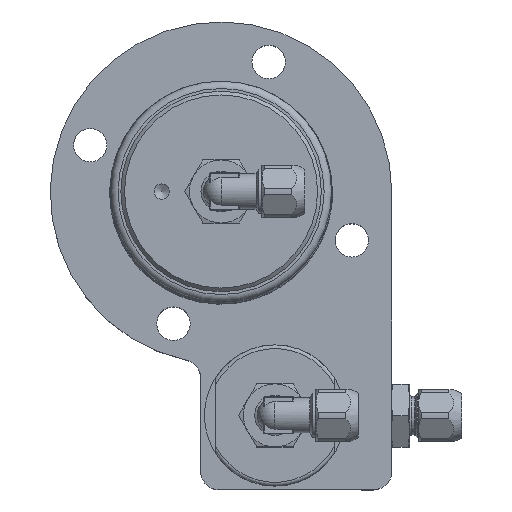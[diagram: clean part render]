
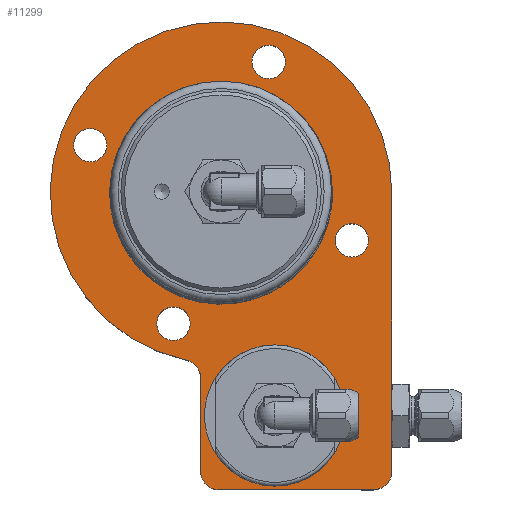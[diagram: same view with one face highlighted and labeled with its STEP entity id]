
A CAD part, top view. The second image highlights one B-rep face of the part: STEP entity #11299.
In plain terms, the highlighted planar face has unit normal (0, 0, 1).
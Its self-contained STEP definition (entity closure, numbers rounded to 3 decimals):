
#351=FACE_BOUND('',#2907,.T.);
#352=FACE_BOUND('',#2908,.T.);
#353=FACE_BOUND('',#2909,.T.);
#354=FACE_BOUND('',#2910,.T.);
#355=FACE_BOUND('',#2911,.T.);
#356=FACE_BOUND('',#2912,.T.);
#530=PLANE('',#12421);
#678=LINE('',#16827,#1177);
#698=LINE('',#16963,#1197);
#708=LINE('',#17101,#1207);
#1177=VECTOR('',#13703,10.);
#1197=VECTOR('',#13809,10.);
#1207=VECTOR('',#13879,10.);
#2366=FACE_OUTER_BOUND('',#2906,.T.);
#2906=EDGE_LOOP('',(#7688,#7689,#7690,#7691,#7692,#7693,#7694));
#2907=EDGE_LOOP('',(#7695,#7696,#7697,#7698,#7699,#7700,#7701,#7702,#7703));
#2908=EDGE_LOOP('',(#7704));
#2909=EDGE_LOOP('',(#7705));
#2910=EDGE_LOOP('',(#7706));
#2911=EDGE_LOOP('',(#7707));
#2912=EDGE_LOOP('',(#7708));
#3548=CIRCLE('',#12315,9.);
#3551=CIRCLE('',#12320,9.);
#3554=CIRCLE('',#12325,9.);
#3556=CIRCLE('',#12328,30.);
#3557=CIRCLE('',#12329,30.);
#3558=CIRCLE('',#12330,30.);
#3560=CIRCLE('',#12332,30.);
#3561=CIRCLE('',#12333,30.);
#3563=CIRCLE('',#12337,9.);
#3564=CIRCLE('',#12339,5.);
#3586=CIRCLE('',#12374,4.5);
#3587=CIRCLE('',#12376,4.5);
#3588=CIRCLE('',#12378,4.5);
#3590=CIRCLE('',#12383,4.5);
#3594=CIRCLE('',#12391,5.);
#3608=CIRCLE('',#12420,5.);
#3609=CIRCLE('',#12422,46.);
#3610=CIRCLE('',#12423,19.);
#4266=VERTEX_POINT('',#16748);
#4267=VERTEX_POINT('',#16750);
#4270=VERTEX_POINT('',#16759);
#4271=VERTEX_POINT('',#16761);
#4274=VERTEX_POINT('',#16770);
#4275=VERTEX_POINT('',#16772);
#4277=VERTEX_POINT('',#16778);
#4278=VERTEX_POINT('',#16782);
#4281=VERTEX_POINT('',#16788);
#4282=VERTEX_POINT('',#16797);
#4283=VERTEX_POINT('',#16798);
#4295=VERTEX_POINT('',#16826);
#4312=VERTEX_POINT('',#16923);
#4313=VERTEX_POINT('',#16927);
#4314=VERTEX_POINT('',#16931);
#4316=VERTEX_POINT('',#16940);
#4320=VERTEX_POINT('',#16955);
#4321=VERTEX_POINT('',#16957);
#4322=VERTEX_POINT('',#16961);
#4340=VERTEX_POINT('',#17099);
#4341=VERTEX_POINT('',#17102);
#5702=EDGE_CURVE('',#4266,#4267,#3548,.T.);
#5707=EDGE_CURVE('',#4270,#4271,#3551,.T.);
#5712=EDGE_CURVE('',#4274,#4275,#3554,.T.);
#5716=EDGE_CURVE('',#4270,#4277,#3556,.T.);
#5717=EDGE_CURVE('',#4266,#4271,#3557,.T.);
#5718=EDGE_CURVE('',#4278,#4267,#3558,.T.);
#5722=EDGE_CURVE('',#4274,#4281,#3560,.T.);
#5723=EDGE_CURVE('',#4277,#4275,#3561,.T.);
#5725=EDGE_CURVE('',#4278,#4281,#3563,.T.);
#5726=EDGE_CURVE('',#4282,#4283,#3564,.T.);
#5740=EDGE_CURVE('',#4295,#4283,#678,.T.);
#5767=EDGE_CURVE('',#4312,#4312,#3586,.T.);
#5769=EDGE_CURVE('',#4313,#4313,#3587,.T.);
#5771=EDGE_CURVE('',#4314,#4314,#3588,.T.);
#5775=EDGE_CURVE('',#4316,#4316,#3590,.T.);
#5782=EDGE_CURVE('',#4320,#4321,#3594,.T.);
#5785=EDGE_CURVE('',#4320,#4322,#698,.T.);
#5812=EDGE_CURVE('',#4295,#4322,#3608,.T.);
#5813=EDGE_CURVE('',#4340,#4321,#3609,.T.);
#5814=EDGE_CURVE('',#4282,#4340,#708,.T.);
#5815=EDGE_CURVE('',#4341,#4341,#3610,.T.);
#7688=ORIENTED_EDGE('',*,*,#5813,.T.);
#7689=ORIENTED_EDGE('',*,*,#5782,.F.);
#7690=ORIENTED_EDGE('',*,*,#5785,.T.);
#7691=ORIENTED_EDGE('',*,*,#5812,.F.);
#7692=ORIENTED_EDGE('',*,*,#5740,.T.);
#7693=ORIENTED_EDGE('',*,*,#5726,.F.);
#7694=ORIENTED_EDGE('',*,*,#5814,.T.);
#7695=ORIENTED_EDGE('',*,*,#5717,.T.);
#7696=ORIENTED_EDGE('',*,*,#5707,.F.);
#7697=ORIENTED_EDGE('',*,*,#5716,.T.);
#7698=ORIENTED_EDGE('',*,*,#5723,.T.);
#7699=ORIENTED_EDGE('',*,*,#5712,.F.);
#7700=ORIENTED_EDGE('',*,*,#5722,.T.);
#7701=ORIENTED_EDGE('',*,*,#5725,.F.);
#7702=ORIENTED_EDGE('',*,*,#5718,.T.);
#7703=ORIENTED_EDGE('',*,*,#5702,.F.);
#7704=ORIENTED_EDGE('',*,*,#5767,.T.);
#7705=ORIENTED_EDGE('',*,*,#5769,.T.);
#7706=ORIENTED_EDGE('',*,*,#5771,.T.);
#7707=ORIENTED_EDGE('',*,*,#5775,.T.);
#7708=ORIENTED_EDGE('',*,*,#5815,.T.);
#11299=ADVANCED_FACE('',(#2366,#351,#352,#353,#354,#355,#356),#530,.T.);
#12315=AXIS2_PLACEMENT_3D('',#16751,#13620,#13621);
#12320=AXIS2_PLACEMENT_3D('',#16762,#13632,#13633);
#12325=AXIS2_PLACEMENT_3D('',#16773,#13644,#13645);
#12328=AXIS2_PLACEMENT_3D('',#16780,#13652,#13653);
#12329=AXIS2_PLACEMENT_3D('',#16781,#13654,#13655);
#12330=AXIS2_PLACEMENT_3D('',#16783,#13656,#13657);
#12332=AXIS2_PLACEMENT_3D('',#16790,#13662,#13663);
#12333=AXIS2_PLACEMENT_3D('',#16791,#13664,#13665);
#12337=AXIS2_PLACEMENT_3D('',#16795,#13672,#13673);
#12339=AXIS2_PLACEMENT_3D('',#16799,#13676,#13677);
#12374=AXIS2_PLACEMENT_3D('',#16925,#13762,#13763);
#12376=AXIS2_PLACEMENT_3D('',#16929,#13767,#13768);
#12378=AXIS2_PLACEMENT_3D('',#16933,#13772,#13773);
#12383=AXIS2_PLACEMENT_3D('',#16942,#13784,#13785);
#12391=AXIS2_PLACEMENT_3D('',#16958,#13803,#13804);
#12420=AXIS2_PLACEMENT_3D('',#17097,#13873,#13874);
#12421=AXIS2_PLACEMENT_3D('',#17098,#13875,#13876);
#12422=AXIS2_PLACEMENT_3D('',#17100,#13877,#13878);
#12423=AXIS2_PLACEMENT_3D('',#17103,#13880,#13881);
#13620=DIRECTION('center_axis',(0.,0.,-1.));
#13621=DIRECTION('ref_axis',(0.,-1.,0.));
#13632=DIRECTION('center_axis',(0.,0.,-1.));
#13633=DIRECTION('ref_axis',(-1.,0.,0.));
#13644=DIRECTION('center_axis',(0.,0.,-1.));
#13645=DIRECTION('ref_axis',(0.,1.,0.));
#13652=DIRECTION('center_axis',(0.,0.,-1.));
#13653=DIRECTION('ref_axis',(-1.,0.,0.));
#13654=DIRECTION('center_axis',(0.,0.,-1.));
#13655=DIRECTION('ref_axis',(-1.,0.,0.));
#13656=DIRECTION('center_axis',(0.,0.,-1.));
#13657=DIRECTION('ref_axis',(-1.,0.,0.));
#13662=DIRECTION('center_axis',(0.,0.,-1.));
#13663=DIRECTION('ref_axis',(-1.,0.,0.));
#13664=DIRECTION('center_axis',(0.,0.,-1.));
#13665=DIRECTION('ref_axis',(-1.,0.,0.));
#13672=DIRECTION('center_axis',(0.,0.,-1.));
#13673=DIRECTION('ref_axis',(1.,0.,0.));
#13676=DIRECTION('center_axis',(0.,0.,-1.));
#13677=DIRECTION('ref_axis',(0.707,-0.707,0.));
#13703=DIRECTION('',(1.,0.,0.));
#13762=DIRECTION('center_axis',(0.,0.,-1.));
#13763=DIRECTION('ref_axis',(0.,1.,0.));
#13767=DIRECTION('center_axis',(0.,0.,-1.));
#13768=DIRECTION('ref_axis',(1.,0.,0.));
#13772=DIRECTION('center_axis',(0.,0.,-1.));
#13773=DIRECTION('ref_axis',(0.,-1.,0.));
#13784=DIRECTION('center_axis',(0.,0.,-1.));
#13785=DIRECTION('ref_axis',(-1.,0.,0.));
#13803=DIRECTION('center_axis',(0.,0.,1.));
#13804=DIRECTION('ref_axis',(0.776,0.63,0.));
#13809=DIRECTION('',(0.,-1.,0.));
#13873=DIRECTION('center_axis',(0.,0.,-1.));
#13874=DIRECTION('ref_axis',(-0.707,-0.707,0.));
#13875=DIRECTION('center_axis',(0.,0.,1.));
#13876=DIRECTION('ref_axis',(1.,0.,0.));
#13877=DIRECTION('center_axis',(0.,0.,1.));
#13878=DIRECTION('ref_axis',(1.,0.,0.));
#13879=DIRECTION('',(0.,1.,0.));
#13880=DIRECTION('center_axis',(0.,0.,-1.));
#13881=DIRECTION('ref_axis',(-1.,0.,0.));
#16748=CARTESIAN_POINT('',(-26.363,14.318,28.));
#16750=CARTESIAN_POINT('',(-29.398,5.978,28.));
#16751=CARTESIAN_POINT('Origin',(-35.238,12.826,28.));
#16759=CARTESIAN_POINT('',(14.318,26.363,28.));
#16761=CARTESIAN_POINT('',(5.978,29.398,28.));
#16762=CARTESIAN_POINT('Origin',(12.826,35.238,28.));
#16770=CARTESIAN_POINT('',(26.363,-14.318,28.));
#16772=CARTESIAN_POINT('',(29.398,-5.978,28.));
#16773=CARTESIAN_POINT('Origin',(35.238,-12.826,28.));
#16778=CARTESIAN_POINT('',(30.,0.,28.));
#16780=CARTESIAN_POINT('Origin',(0.,0.,28.));
#16781=CARTESIAN_POINT('Origin',(0.,0.,28.));
#16782=CARTESIAN_POINT('',(-14.318,-26.363,28.));
#16783=CARTESIAN_POINT('Origin',(0.,0.,28.));
#16788=CARTESIAN_POINT('',(-5.978,-29.398,28.));
#16790=CARTESIAN_POINT('Origin',(0.,0.,28.));
#16791=CARTESIAN_POINT('Origin',(0.,0.,28.));
#16795=CARTESIAN_POINT('Origin',(-12.826,-35.238,28.));
#16797=CARTESIAN_POINT('',(46.,-75.,28.));
#16798=CARTESIAN_POINT('',(41.,-80.,28.));
#16799=CARTESIAN_POINT('Origin',(41.,-75.,28.));
#16826=CARTESIAN_POINT('',(-0.5,-80.,28.));
#16827=CARTESIAN_POINT('',(-5.5,-80.,28.));
#16923=CARTESIAN_POINT('',(-35.238,8.326,28.));
#16925=CARTESIAN_POINT('Origin',(-35.238,12.826,28.));
#16927=CARTESIAN_POINT('',(8.326,35.238,28.));
#16929=CARTESIAN_POINT('Origin',(12.826,35.238,28.));
#16931=CARTESIAN_POINT('',(35.238,-8.326,28.));
#16933=CARTESIAN_POINT('Origin',(35.238,-12.826,28.));
#16940=CARTESIAN_POINT('',(-8.326,-35.238,28.));
#16942=CARTESIAN_POINT('Origin',(-12.826,-35.238,28.));
#16955=CARTESIAN_POINT('',(-5.5,-49.907,28.));
#16957=CARTESIAN_POINT('',(-9.471,-45.015,28.));
#16958=CARTESIAN_POINT('Origin',(-10.5,-49.907,28.));
#16961=CARTESIAN_POINT('',(-5.5,-75.,28.));
#16963=CARTESIAN_POINT('',(-5.5,-45.67,28.));
#17097=CARTESIAN_POINT('Origin',(-0.5,-75.,28.));
#17098=CARTESIAN_POINT('Origin',(9.123,-23.747,28.));
#17099=CARTESIAN_POINT('',(46.,0.,28.));
#17100=CARTESIAN_POINT('Origin',(0.,0.,28.));
#17101=CARTESIAN_POINT('',(46.,-80.,28.));
#17102=CARTESIAN_POINT('',(33.5,-60.,28.));
#17103=CARTESIAN_POINT('Origin',(14.5,-60.,28.));
